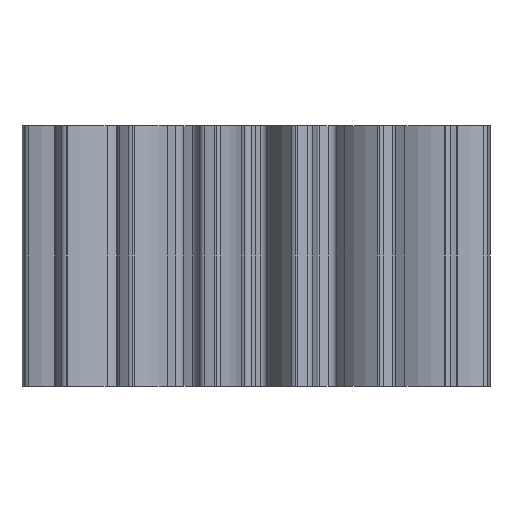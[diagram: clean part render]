
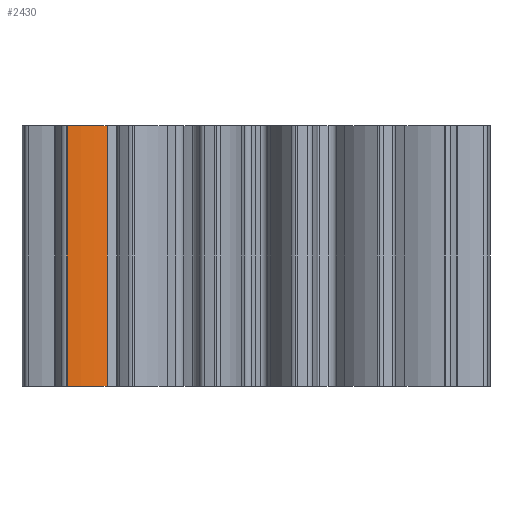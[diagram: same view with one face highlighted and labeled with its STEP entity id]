
A CAD part, left-side view. The second image highlights one B-rep face of the part: STEP entity #2430.
In plain terms, the highlighted free-form (B-spline) face has degree [3, 1] with [5, 2] control points.
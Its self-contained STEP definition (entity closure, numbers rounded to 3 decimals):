
#182 = LINE ( 'NONE', #183, #4661 ) ;
#183 = CARTESIAN_POINT ( 'NONE',  ( -2.132, 2.896, 4. ) ) ;
#184 = DIRECTION ( 'NONE',  ( 0., 0., -1. ) ) ;
#326 = CARTESIAN_POINT ( 'NONE',  ( -2.132, 2.896, 0. ) ) ;
#429 = CARTESIAN_POINT ( 'NONE',  ( -2.132, 2.896, 4. ) ) ;
#475 = CARTESIAN_POINT ( 'NONE',  ( -1.959, 2.282, 0. ) ) ;
#476 = CARTESIAN_POINT ( 'NONE',  ( -1.959, 2.282, 4. ) ) ;
#1584 = CARTESIAN_POINT ( 'NONE',  ( -2.132, 2.896, 0. ) ) ;
#1585 = LINE ( 'NONE', #1586, #5107 ) ;
#1586 = CARTESIAN_POINT ( 'NONE',  ( -1.959, 2.282, 4. ) ) ;
#1587 = DIRECTION ( 'NONE',  ( 0., 0., -1. ) ) ;
#1588 = CARTESIAN_POINT ( 'NONE',  ( -2.129, 2.792, 0. ) ) ;
#1589 = CARTESIAN_POINT ( 'NONE',  ( -2.098, 2.577, 0. ) ) ;
#1590 = CARTESIAN_POINT ( 'NONE',  ( -2.013, 2.377, 0. ) ) ;
#1591 = CARTESIAN_POINT ( 'NONE',  ( -1.959, 2.282, 0. ) ) ;
#1592 = CARTESIAN_POINT ( 'NONE',  ( -2.132, 2.896, 4. ) ) ;
#1593 = CARTESIAN_POINT ( 'NONE',  ( -2.129, 2.792, 4. ) ) ;
#1594 = CARTESIAN_POINT ( 'NONE',  ( -2.098, 2.577, 4. ) ) ;
#1595 = CARTESIAN_POINT ( 'NONE',  ( -2.013, 2.377, 4. ) ) ;
#1596 = CARTESIAN_POINT ( 'NONE',  ( -1.959, 2.282, 4. ) ) ;
#2090 = EDGE_CURVE ( 'NONE', #5490, #5489, #1585, .T. ) ;
#2091 = EDGE_CURVE ( 'NONE', #3069, #5489, #4737, .T. ) ;
#2092 = EDGE_CURVE ( 'NONE', #4823, #5490, #4711, .T. ) ;
#2430 = ADVANCED_FACE ( 'NONE', ( #4423 ), #5443, .F. ) ;
#2527 = EDGE_CURVE ( 'NONE', #4823, #3069, #182, .T. ) ;
#2911 = EDGE_LOOP ( 'NONE', ( #6131, #6133, #6132, #6134 ) ) ;
#3069 = VERTEX_POINT ( 'NONE', #326 ) ;
#4046 = CARTESIAN_POINT ( 'NONE',  ( -2.132, 2.896, 4. ) ) ;
#4047 = CARTESIAN_POINT ( 'NONE',  ( -2.132, 2.896, 0. ) ) ;
#4048 = CARTESIAN_POINT ( 'NONE',  ( -2.129, 2.792, 4. ) ) ;
#4049 = CARTESIAN_POINT ( 'NONE',  ( -2.129, 2.792, 0. ) ) ;
#4050 = CARTESIAN_POINT ( 'NONE',  ( -2.098, 2.577, 4. ) ) ;
#4051 = CARTESIAN_POINT ( 'NONE',  ( -2.098, 2.577, 0. ) ) ;
#4052 = CARTESIAN_POINT ( 'NONE',  ( -2.013, 2.377, 4. ) ) ;
#4053 = CARTESIAN_POINT ( 'NONE',  ( -2.013, 2.377, 0. ) ) ;
#4054 = CARTESIAN_POINT ( 'NONE',  ( -1.959, 2.282, 4. ) ) ;
#4055 = CARTESIAN_POINT ( 'NONE',  ( -1.959, 2.282, 0. ) ) ;
#4423 = FACE_OUTER_BOUND ( 'NONE', #2911, .T. ) ;
#4661 = VECTOR ( 'NONE', #184, 1000. ) ;
#4711 = B_SPLINE_CURVE_WITH_KNOTS ( 'NONE', 3,
 ( #1592, #1593, #1594, #1595, #1596 ),
 .UNSPECIFIED., .F., .F.,
 ( 4, 1, 4 ),
 ( 0., 12.406, 25.586 ),
 .UNSPECIFIED. ) ;
#4737 = B_SPLINE_CURVE_WITH_KNOTS ( 'NONE', 3,
 ( #1584, #1588, #1589, #1590, #1591 ),
 .UNSPECIFIED., .F., .F.,
 ( 4, 1, 4 ),
 ( 0., 12.406, 25.586 ),
 .UNSPECIFIED. ) ;
#4823 = VERTEX_POINT ( 'NONE', #429 ) ;
#5107 = VECTOR ( 'NONE', #1587, 1000. ) ;
#5443 = B_SPLINE_SURFACE_WITH_KNOTS ( 'NONE', 3, 1, ( 
 ( #4046, #4047 ),
 ( #4048, #4049 ),
 ( #4050, #4051 ),
 ( #4052, #4053 ),
 ( #4054, #4055 ) ),
 .UNSPECIFIED., .F., .F., .F.,
 ( 4, 1, 4 ),
 ( 2, 2 ),
 ( 0., 12.406, 25.586 ),
 ( 0., 1. ),
 .UNSPECIFIED. ) ;
#5489 = VERTEX_POINT ( 'NONE', #475 ) ;
#5490 = VERTEX_POINT ( 'NONE', #476 ) ;
#6131 = ORIENTED_EDGE ( 'NONE', *, *, #2091, .T. ) ;
#6132 = ORIENTED_EDGE ( 'NONE', *, *, #2092, .F. ) ;
#6133 = ORIENTED_EDGE ( 'NONE', *, *, #2090, .F. ) ;
#6134 = ORIENTED_EDGE ( 'NONE', *, *, #2527, .T. ) ;
